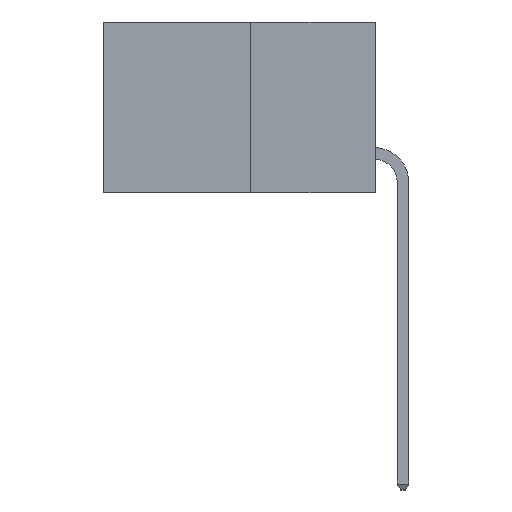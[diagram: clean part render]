
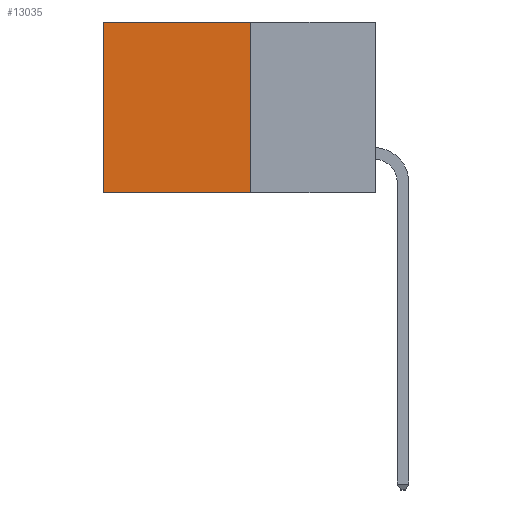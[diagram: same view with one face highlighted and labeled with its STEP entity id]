
A CAD part, left-side view. The second image highlights one B-rep face of the part: STEP entity #13035.
In plain terms, the highlighted planar face has unit normal (-1, 0, 0).
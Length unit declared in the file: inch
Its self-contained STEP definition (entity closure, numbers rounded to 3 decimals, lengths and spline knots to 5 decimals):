
#1284 = DIRECTION ( 'NONE',  ( 1., 0., 0. ) ) ;
#2648 = VECTOR ( 'NONE', #8636, 39.37008 ) ;
#3816 = LINE ( 'NONE', #21449, #2648 ) ;
#3840 = EDGE_CURVE ( 'NONE', #18120, #11648, #19324, .T. ) ;
#5179 = VECTOR ( 'NONE', #10847, 39.37008 ) ;
#5652 = CARTESIAN_POINT ( 'NONE',  ( 0.277, 0.27, 0. ) ) ;
#6615 = EDGE_LOOP ( 'NONE', ( #15950, #13478, #19945, #7128 ) ) ;
#7128 = ORIENTED_EDGE ( 'NONE', *, *, #23074, .T. ) ;
#8217 = LINE ( 'NONE', #21083, #18569 ) ;
#8615 = FACE_OUTER_BOUND ( 'NONE', #6615, .T. ) ;
#8636 = DIRECTION ( 'NONE',  ( 0., 0., -1. ) ) ;
#10145 = DIRECTION ( 'NONE',  ( 0., 1., 0. ) ) ;
#10616 = CARTESIAN_POINT ( 'NONE',  ( 0.277, 0.27, -0.37 ) ) ;
#10691 = VERTEX_POINT ( 'NONE', #17241 ) ;
#10847 = DIRECTION ( 'NONE',  ( 0., 0., -1. ) ) ;
#10916 = CARTESIAN_POINT ( 'NONE',  ( 0.277, 0.59, -0.37 ) ) ;
#11648 = VERTEX_POINT ( 'NONE', #10916 ) ;
#12475 = PLANE ( 'NONE',  #15643 ) ;
#12574 = VERTEX_POINT ( 'NONE', #5652 ) ;
#12735 = LINE ( 'NONE', #20334, #21845 ) ;
#13035 = ADVANCED_FACE ( 'NONE', ( #8615 ), #12475, .F. ) ;
#13169 = DIRECTION ( 'NONE',  ( 0., 1., 0. ) ) ;
#13478 = ORIENTED_EDGE ( 'NONE', *, *, #15159, .F. ) ;
#14309 = DIRECTION ( 'NONE',  ( 0., 0., -1. ) ) ;
#15159 = EDGE_CURVE ( 'NONE', #10691, #11648, #8217, .T. ) ;
#15643 = AXIS2_PLACEMENT_3D ( 'NONE', #10616, #1284, #14309 ) ;
#15950 = ORIENTED_EDGE ( 'NONE', *, *, #3840, .T. ) ;
#17241 = CARTESIAN_POINT ( 'NONE',  ( 0.277, 0.27, -0.37 ) ) ;
#18120 = VERTEX_POINT ( 'NONE', #20215 ) ;
#18569 = VECTOR ( 'NONE', #10145, 39.37008 ) ;
#19324 = LINE ( 'NONE', #19938, #5179 ) ;
#19938 = CARTESIAN_POINT ( 'NONE',  ( 0.277, 0.59, -0.37 ) ) ;
#19945 = ORIENTED_EDGE ( 'NONE', *, *, #20604, .F. ) ;
#20215 = CARTESIAN_POINT ( 'NONE',  ( 0.277, 0.59, 0. ) ) ;
#20334 = CARTESIAN_POINT ( 'NONE',  ( 0.277, 0.27, 0. ) ) ;
#20604 = EDGE_CURVE ( 'NONE', #12574, #10691, #3816, .T. ) ;
#21083 = CARTESIAN_POINT ( 'NONE',  ( 0.277, 0.27, -0.37 ) ) ;
#21449 = CARTESIAN_POINT ( 'NONE',  ( 0.277, 0.27, -0.37 ) ) ;
#21845 = VECTOR ( 'NONE', #13169, 39.37008 ) ;
#23074 = EDGE_CURVE ( 'NONE', #12574, #18120, #12735, .T. ) ;
